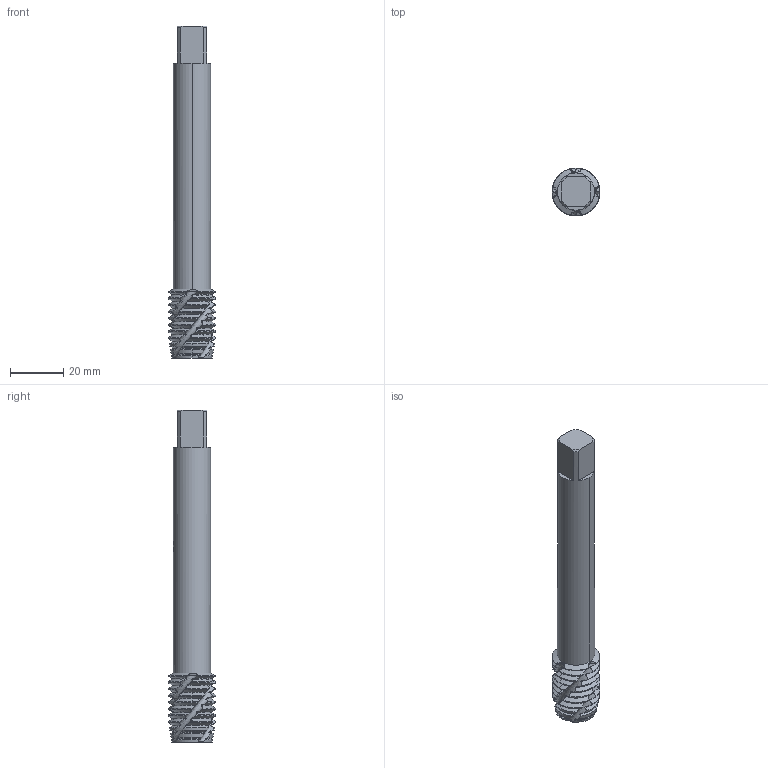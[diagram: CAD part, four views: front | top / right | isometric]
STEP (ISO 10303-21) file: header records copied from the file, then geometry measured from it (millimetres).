
FILE_DESCRIPTION(('no description'),'unknown implementation level');
FILE_NAME('solid9eA_kbhZRwwzOb3xdna4GSzCptc_1.STP',' ',('CIM GmbH Aachen'),('CADClick - KiM GmbH - www.kimweb.de'),'unknown preprocess','ACIS','unknown authorization');
FILE_SCHEMA(('automotive_design'));
Length unit declared in the file: millimetre
Products named in the file (2): 1; 2
Bounding box: 18 x 18 x 125 mm (x, y, z)
Volume: 19909.6 mm3; surface area: 9096.2 mm2
Topology: 2 solids, 2 shells, 339 faces, 969 edges, 634 vertices
Faces by surface type: cone 150, cylinder 116, bspline 44, plane 17, revolution 12
Entity records: 32172 total; most frequent: CARTESIAN_POINT 13427, STYLED_ITEM 1944, PRESENTATION_STYLE_ASSIGNMENT 1944, COLOUR_RGB 1944, ORIENTED_EDGE 1938, DIRECTION 1353, EDGE_CURVE 969, CURVE_STYLE 969
